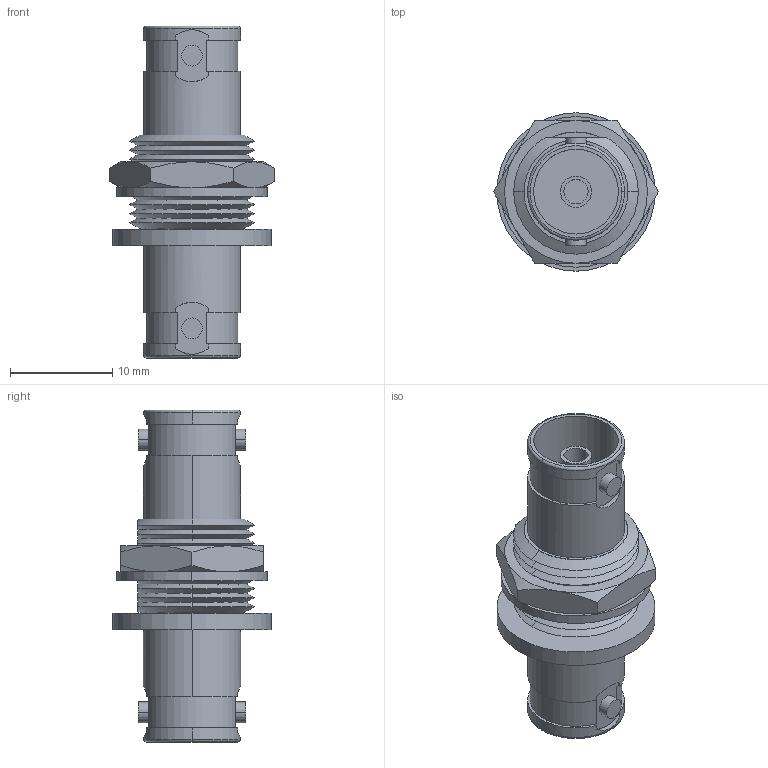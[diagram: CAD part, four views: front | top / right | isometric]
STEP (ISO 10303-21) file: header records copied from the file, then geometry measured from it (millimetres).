
FILE_DESCRIPTION (( 'STEP AP214' ), '1' );
FILE_NAME ('FMAD10060_3D.step', '2025-02-24T20:24:02', ( '' ), ( '' ), 'SwSTEP 2.0', 'SolidWorks 2022', '' );
FILE_SCHEMA (( 'AUTOMOTIVE_DESIGN' ));
Length unit declared in the file: inch
Products named in the file (4): Copy of 3AA03-005^FMAD10060; Copy of 3AA02-008^FMAD10060; FMAD10060_3D; Copy of BA1087^FMAD10060
Assembly tree (3 placements, depth 2):
  FMAD10060_3D
    Copy of BA1087^FMAD10060
    Copy of 3AA02-008^FMAD10060
    Copy of 3AA03-005^FMAD10060
Bounding box: 16.13 x 15.49 x 32.49 mm (x, y, z)
Volume: 2097.6 mm3; surface area: 2891.4 mm2
Topology: 3 solids, 3 shells, 261 faces, 668 edges, 426 vertices
Faces by surface type: plane 94, cylinder 93, cone 70, torus 4
Entity records: 9119 total; most frequent: CARTESIAN_POINT 1815, DIRECTION 1395, ORIENTED_EDGE 1336, EDGE_CURVE 668, AXIS2_PLACEMENT_3D 530, VERTEX_POINT 426, VECTOR 335, LINE 335
